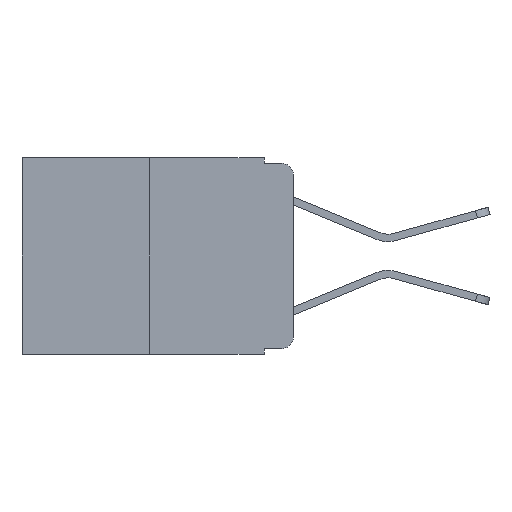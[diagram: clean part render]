
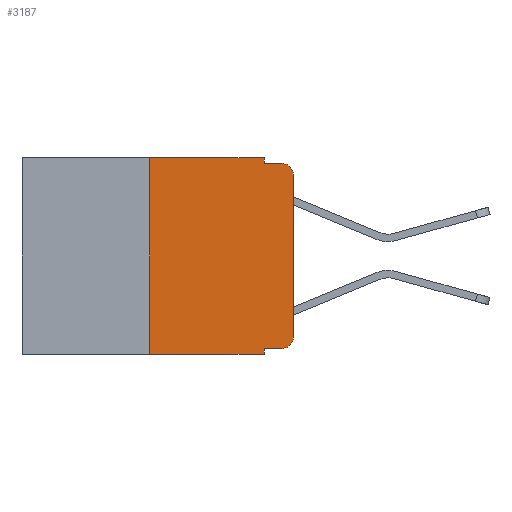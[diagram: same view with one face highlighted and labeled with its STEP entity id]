
A CAD part, left-side view. The second image highlights one B-rep face of the part: STEP entity #3187.
In plain terms, the highlighted planar face has unit normal (-1, 0, 0).
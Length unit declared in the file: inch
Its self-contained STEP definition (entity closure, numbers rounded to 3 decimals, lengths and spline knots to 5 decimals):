
#151 = LINE ( 'NONE', #3858, #3145 ) ;
#251 = EDGE_CURVE ( 'NONE', #11218, #5365, #13691, .T. ) ;
#751 = VERTEX_POINT ( 'NONE', #2311 ) ;
#1113 = DIRECTION ( 'NONE',  ( 0., 0., -1. ) ) ;
#1125 = EDGE_CURVE ( 'NONE', #13546, #11218, #9260, .T. ) ;
#1135 = CARTESIAN_POINT ( 'NONE',  ( 0., 0., 0. ) ) ;
#1176 = LINE ( 'NONE', #5170, #13221 ) ;
#1225 = CARTESIAN_POINT ( 'NONE',  ( 0., 0., -0.313 ) ) ;
#1466 = CARTESIAN_POINT ( 'NONE',  ( 0., 0.02, -0.333 ) ) ;
#1535 = VECTOR ( 'NONE', #14180, 39.37008 ) ;
#2007 = EDGE_CURVE ( 'NONE', #13546, #8400, #151, .T. ) ;
#2062 = DIRECTION ( 'NONE',  ( 0., -1., 0. ) ) ;
#2242 = CARTESIAN_POINT ( 'NONE',  ( 0., 0.051, 0. ) ) ;
#2311 = CARTESIAN_POINT ( 'NONE',  ( 0., 0.25, 0. ) ) ;
#2449 = EDGE_CURVE ( 'NONE', #751, #7718, #1176, .T. ) ;
#2475 = CARTESIAN_POINT ( 'NONE',  ( 0., 0.25, 0. ) ) ;
#2583 = LINE ( 'NONE', #2475, #14867 ) ;
#2859 = EDGE_CURVE ( 'NONE', #9361, #751, #2583, .T. ) ;
#2866 = CIRCLE ( 'NONE', #15441, 0.02 ) ;
#2895 = CARTESIAN_POINT ( 'NONE',  ( 0., 0.051, -0.01 ) ) ;
#2989 = LINE ( 'NONE', #7527, #12506 ) ;
#3145 = VECTOR ( 'NONE', #13947, 39.37008 ) ;
#3187 = ADVANCED_FACE ( 'NONE', ( #11547 ), #9938, .F. ) ;
#3192 = ORIENTED_EDGE ( 'NONE', *, *, #2449, .F. ) ;
#3216 = VERTEX_POINT ( 'NONE', #3889 ) ;
#3584 = CARTESIAN_POINT ( 'NONE',  ( 0., 0.25, -0.343 ) ) ;
#3611 = EDGE_CURVE ( 'NONE', #7718, #12260, #4801, .T. ) ;
#3792 = VECTOR ( 'NONE', #6797, 39.37008 ) ;
#3846 = DIRECTION ( 'NONE',  ( 0., -1., 0. ) ) ;
#3857 = AXIS2_PLACEMENT_3D ( 'NONE', #5893, #14155, #7094 ) ;
#3858 = CARTESIAN_POINT ( 'NONE',  ( 0., 0.051, 0. ) ) ;
#3889 = CARTESIAN_POINT ( 'NONE',  ( 0., 0.02, -0.01 ) ) ;
#4006 = CARTESIAN_POINT ( 'NONE',  ( 0., 0.051, -0.343 ) ) ;
#4306 = EDGE_LOOP ( 'NONE', ( #5314, #8512, #14748, #15455, #3192, #6829, #13096, #13481, #10727, #5130 ) ) ;
#4465 = EDGE_CURVE ( 'NONE', #12260, #3216, #7413, .T. ) ;
#4801 = LINE ( 'NONE', #2242, #1535 ) ;
#5130 = ORIENTED_EDGE ( 'NONE', *, *, #251, .T. ) ;
#5152 = DIRECTION ( 'NONE',  ( 0., 0., -1. ) ) ;
#5170 = CARTESIAN_POINT ( 'NONE',  ( 0., 0.473, 0. ) ) ;
#5293 = EDGE_CURVE ( 'NONE', #13217, #3216, #2866, .T. ) ;
#5314 = ORIENTED_EDGE ( 'NONE', *, *, #6090, .T. ) ;
#5365 = VERTEX_POINT ( 'NONE', #1225 ) ;
#5893 = CARTESIAN_POINT ( 'NONE',  ( 0., 0.02, -0.313 ) ) ;
#6090 = EDGE_CURVE ( 'NONE', #5365, #13217, #8531, .T. ) ;
#6682 = CARTESIAN_POINT ( 'NONE',  ( 0., 0., -0.03 ) ) ;
#6797 = DIRECTION ( 'NONE',  ( 0., -1., 0. ) ) ;
#6829 = ORIENTED_EDGE ( 'NONE', *, *, #2859, .F. ) ;
#7094 = DIRECTION ( 'NONE',  ( 0., 0., -1. ) ) ;
#7249 = DIRECTION ( 'NONE',  ( 0., 0., 1. ) ) ;
#7413 = LINE ( 'NONE', #12735, #3792 ) ;
#7527 = CARTESIAN_POINT ( 'NONE',  ( 0., 0.473, -0.343 ) ) ;
#7592 = CARTESIAN_POINT ( 'NONE',  ( 0., 0.051, 0. ) ) ;
#7718 = VERTEX_POINT ( 'NONE', #7592 ) ;
#8238 = EDGE_CURVE ( 'NONE', #9361, #8400, #2989, .T. ) ;
#8400 = VERTEX_POINT ( 'NONE', #4006 ) ;
#8456 = DIRECTION ( 'NONE',  ( -1., 0., 0. ) ) ;
#8512 = ORIENTED_EDGE ( 'NONE', *, *, #5293, .T. ) ;
#8531 = LINE ( 'NONE', #1135, #14387 ) ;
#9260 = LINE ( 'NONE', #15275, #11966 ) ;
#9361 = VERTEX_POINT ( 'NONE', #3584 ) ;
#9938 = PLANE ( 'NONE',  #13601 ) ;
#10727 = ORIENTED_EDGE ( 'NONE', *, *, #1125, .T. ) ;
#11101 = CARTESIAN_POINT ( 'NONE',  ( 0., 0.473, 0. ) ) ;
#11218 = VERTEX_POINT ( 'NONE', #1466 ) ;
#11547 = FACE_OUTER_BOUND ( 'NONE', #4306, .T. ) ;
#11602 = CARTESIAN_POINT ( 'NONE',  ( 0., 0.051, -0.333 ) ) ;
#11966 = VECTOR ( 'NONE', #15051, 39.37008 ) ;
#12252 = DIRECTION ( 'NONE',  ( 1., 0., 0. ) ) ;
#12260 = VERTEX_POINT ( 'NONE', #2895 ) ;
#12506 = VECTOR ( 'NONE', #3846, 39.37008 ) ;
#12735 = CARTESIAN_POINT ( 'NONE',  ( 0., 0.051, -0.01 ) ) ;
#13096 = ORIENTED_EDGE ( 'NONE', *, *, #8238, .T. ) ;
#13217 = VERTEX_POINT ( 'NONE', #6682 ) ;
#13221 = VECTOR ( 'NONE', #2062, 39.37008 ) ;
#13481 = ORIENTED_EDGE ( 'NONE', *, *, #2007, .F. ) ;
#13546 = VERTEX_POINT ( 'NONE', #11602 ) ;
#13601 = AXIS2_PLACEMENT_3D ( 'NONE', #11101, #12252, #5152 ) ;
#13691 = CIRCLE ( 'NONE', #3857, 0.02 ) ;
#13947 = DIRECTION ( 'NONE',  ( 0., 0., -1. ) ) ;
#14155 = DIRECTION ( 'NONE',  ( -1., 0., 0. ) ) ;
#14180 = DIRECTION ( 'NONE',  ( 0., 0., -1. ) ) ;
#14387 = VECTOR ( 'NONE', #7249, 39.37008 ) ;
#14684 = DIRECTION ( 'NONE',  ( 0., 0., 1. ) ) ;
#14748 = ORIENTED_EDGE ( 'NONE', *, *, #4465, .F. ) ;
#14867 = VECTOR ( 'NONE', #14684, 39.37008 ) ;
#15051 = DIRECTION ( 'NONE',  ( 0., -1., 0. ) ) ;
#15275 = CARTESIAN_POINT ( 'NONE',  ( 0., 0.051, -0.333 ) ) ;
#15441 = AXIS2_PLACEMENT_3D ( 'NONE', #15449, #8456, #1113 ) ;
#15449 = CARTESIAN_POINT ( 'NONE',  ( 0., 0.02, -0.03 ) ) ;
#15455 = ORIENTED_EDGE ( 'NONE', *, *, #3611, .F. ) ;
